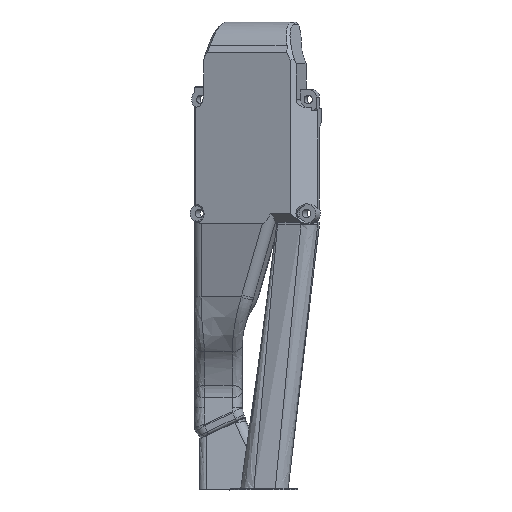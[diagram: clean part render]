
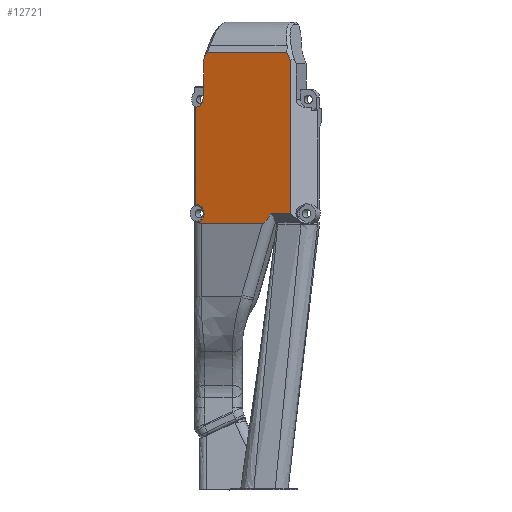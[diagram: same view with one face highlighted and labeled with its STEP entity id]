
A CAD part, left-side view. The second image highlights one B-rep face of the part: STEP entity #12721.
In plain terms, the highlighted planar face has unit normal (-0.94, 0.342, 0).
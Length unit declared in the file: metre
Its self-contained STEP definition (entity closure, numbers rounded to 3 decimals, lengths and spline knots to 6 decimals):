
#595=B_SPLINE_CURVE_WITH_KNOTS('',3,(#21479,#21480,#21481,#21482,#21483,
#21484),.UNSPECIFIED.,.F.,.F.,(4,2,4),(0.000001,0.132799,
0.265618),.UNSPECIFIED.);
#1049=CIRCLE('',#13591,5.77379);
#1050=CIRCLE('',#13592,0.00245);
#1051=CIRCLE('',#13593,0.002875);
#1397=FACE_OUTER_BOUND('',#2126,.T.);
#2126=EDGE_LOOP('',(#9455,#9456,#9457,#9458,#9459,#9460,#9461,#9462,#9463,
#9464,#9465,#9466,#9467,#9468));
#3135=LINE('',#21477,#4157);
#3136=LINE('',#21486,#4158);
#3137=LINE('',#21490,#4159);
#3138=LINE('',#21492,#4160);
#3139=LINE('',#21494,#4161);
#3140=LINE('',#21498,#4162);
#3141=LINE('',#21504,#4163);
#3142=LINE('',#21507,#4164);
#4157=VECTOR('',#15312,1.);
#4158=VECTOR('',#15313,1.);
#4159=VECTOR('',#15316,1.);
#4160=VECTOR('',#15317,1.);
#4161=VECTOR('',#15318,1.);
#4162=VECTOR('',#15321,1.);
#4163=VECTOR('',#15326,1.);
#4164=VECTOR('',#15329,1.);
#4801=ELLIPSE('',#13594,0.02274,0.003);
#4802=ELLIPSE('',#13595,0.024088,0.003);
#5517=VERTEX_POINT('',#21475);
#5518=VERTEX_POINT('',#21476);
#5519=VERTEX_POINT('',#21478);
#5520=VERTEX_POINT('',#21485);
#5521=VERTEX_POINT('',#21487);
#5522=VERTEX_POINT('',#21489);
#5523=VERTEX_POINT('',#21491);
#5524=VERTEX_POINT('',#21493);
#5525=VERTEX_POINT('',#21495);
#5526=VERTEX_POINT('',#21497);
#5527=VERTEX_POINT('',#21499);
#5528=VERTEX_POINT('',#21501);
#5529=VERTEX_POINT('',#21503);
#5530=VERTEX_POINT('',#21505);
#6968=EDGE_CURVE('',#5517,#5518,#3135,.T.);
#6969=EDGE_CURVE('',#5519,#5517,#595,.T.);
#6970=EDGE_CURVE('',#5519,#5520,#3136,.T.);
#6971=EDGE_CURVE('',#5521,#5520,#1049,.T.);
#6972=EDGE_CURVE('',#5521,#5522,#3137,.T.);
#6973=EDGE_CURVE('',#5523,#5522,#3138,.T.);
#6974=EDGE_CURVE('',#5523,#5524,#3139,.T.);
#6975=EDGE_CURVE('',#5524,#5525,#1050,.T.);
#6976=EDGE_CURVE('',#5525,#5526,#3140,.T.);
#6977=EDGE_CURVE('',#5526,#5527,#1051,.T.);
#6978=EDGE_CURVE('',#5528,#5527,#4801,.T.);
#6979=EDGE_CURVE('',#5528,#5529,#3141,.T.);
#6980=EDGE_CURVE('',#5530,#5529,#4802,.T.);
#6981=EDGE_CURVE('',#5530,#5518,#3142,.T.);
#9455=ORIENTED_EDGE('',*,*,#6968,.F.);
#9456=ORIENTED_EDGE('',*,*,#6969,.F.);
#9457=ORIENTED_EDGE('',*,*,#6970,.T.);
#9458=ORIENTED_EDGE('',*,*,#6971,.F.);
#9459=ORIENTED_EDGE('',*,*,#6972,.T.);
#9460=ORIENTED_EDGE('',*,*,#6973,.F.);
#9461=ORIENTED_EDGE('',*,*,#6974,.T.);
#9462=ORIENTED_EDGE('',*,*,#6975,.T.);
#9463=ORIENTED_EDGE('',*,*,#6976,.T.);
#9464=ORIENTED_EDGE('',*,*,#6977,.T.);
#9465=ORIENTED_EDGE('',*,*,#6978,.F.);
#9466=ORIENTED_EDGE('',*,*,#6979,.T.);
#9467=ORIENTED_EDGE('',*,*,#6980,.F.);
#9468=ORIENTED_EDGE('',*,*,#6981,.T.);
#12295=PLANE('',#13590);
#12721=ADVANCED_FACE('',(#1397),#12295,.F.);
#13590=AXIS2_PLACEMENT_3D('',#21474,#15310,#15311);
#13591=AXIS2_PLACEMENT_3D('',#21488,#15314,#15315);
#13592=AXIS2_PLACEMENT_3D('',#21496,#15319,#15320);
#13593=AXIS2_PLACEMENT_3D('',#21500,#15322,#15323);
#13594=AXIS2_PLACEMENT_3D('',#21502,#15324,#15325);
#13595=AXIS2_PLACEMENT_3D('',#21506,#15327,#15328);
#15310=DIRECTION('center_axis',(0.94,-0.342,0.));
#15311=DIRECTION('ref_axis',(-0.342,-0.94,0.));
#15312=DIRECTION('',(0.,0.,-1.));
#15313=DIRECTION('',(0.342,0.94,0.));
#15314=DIRECTION('center_axis',(0.94,-0.342,0.));
#15315=DIRECTION('ref_axis',(0.272,0.746,0.607));
#15316=DIRECTION('',(0.031,0.086,-0.996));
#15317=DIRECTION('',(0.,0.,1.));
#15318=DIRECTION('',(0.031,0.086,-0.996));
#15319=DIRECTION('center_axis',(0.94,-0.342,0.));
#15320=DIRECTION('ref_axis',(-0.342,-0.94,0.));
#15321=DIRECTION('',(0.,0.,-1.));
#15322=DIRECTION('center_axis',(0.94,-0.342,0.));
#15323=DIRECTION('ref_axis',(-0.342,-0.94,0.));
#15324=DIRECTION('center_axis',(0.94,-0.342,0.));
#15325=DIRECTION('ref_axis',(0.017,0.046,-0.999));
#15326=DIRECTION('',(-0.342,-0.94,0.));
#15327=DIRECTION('center_axis',(0.94,-0.342,0.));
#15328=DIRECTION('ref_axis',(0.115,0.315,-0.942));
#15329=DIRECTION('',(-0.342,-0.94,0.));
#21474=CARTESIAN_POINT('Origin',(0.070422,-0.053284,
0.229915));
#21475=CARTESIAN_POINT('',(0.063898,-0.071207,0.239527));
#21476=CARTESIAN_POINT('',(0.063898,-0.071207,0.192288));
#21477=CARTESIAN_POINT('',(0.063898,-0.071207,0.229915));
#21478=CARTESIAN_POINT('',(0.064319,-0.070052,0.24188));
#21479=CARTESIAN_POINT('Ctrl Pts',(0.064319,-0.070052,
0.24188));
#21480=CARTESIAN_POINT('Ctrl Pts',(0.064239,-0.07027,
0.241503));
#21481=CARTESIAN_POINT('Ctrl Pts',(0.064164,-0.070477,
0.241118));
#21482=CARTESIAN_POINT('Ctrl Pts',(0.064024,-0.070863,
0.240334));
#21483=CARTESIAN_POINT('Ctrl Pts',(0.063958,-0.071043,
0.239934));
#21484=CARTESIAN_POINT('Ctrl Pts',(0.063898,-0.071207,
0.239527));
#21485=CARTESIAN_POINT('',(0.073203,-0.045642,0.24188));
#21486=CARTESIAN_POINT('',(0.063416,-0.072533,0.24188));
#21487=CARTESIAN_POINT('',(0.073544,-0.044704,0.240576));
#21488=CARTESIAN_POINT('Origin',(-1.495155,-4.354672,-3.266561));
#21489=CARTESIAN_POINT('',(0.073612,-0.044518,0.238413));
#21490=CARTESIAN_POINT('',(0.07362,-0.044496,0.238157));
#21491=CARTESIAN_POINT('',(0.073612,-0.044518,0.229913));
#21492=CARTESIAN_POINT('',(0.073612,-0.044518,0.229911));
#21493=CARTESIAN_POINT('',(0.073699,-0.044281,0.227162));
#21494=CARTESIAN_POINT('',(0.07362,-0.044496,0.229657));
#21495=CARTESIAN_POINT('',(0.074483,-0.042125,0.224967));
#21496=CARTESIAN_POINT('Origin',(0.074532,-0.041991,
0.227413));
#21497=CARTESIAN_POINT('',(0.074486,-0.042123,0.195277));
#21498=CARTESIAN_POINT('',(0.074483,-0.042125,0.229915));
#21499=CARTESIAN_POINT('',(0.074108,-0.043154,0.189816));
#21500=CARTESIAN_POINT('Origin',(0.074532,-0.041991,
0.192413));
#21501=CARTESIAN_POINT('',(0.073898,-0.043732,0.189288));
#21502=CARTESIAN_POINT('Origin',(0.073528,-0.044749,
0.212002));
#21503=CARTESIAN_POINT('',(0.06704,-0.062576,0.189288));
#21504=CARTESIAN_POINT('',(0.070422,-0.053284,0.189288));
#21505=CARTESIAN_POINT('',(0.06614,-0.065048,0.192288));
#21506=CARTESIAN_POINT('Origin',(0.064321,-0.070045,
0.212002));
#21507=CARTESIAN_POINT('',(0.063898,-0.071207,0.192288));
